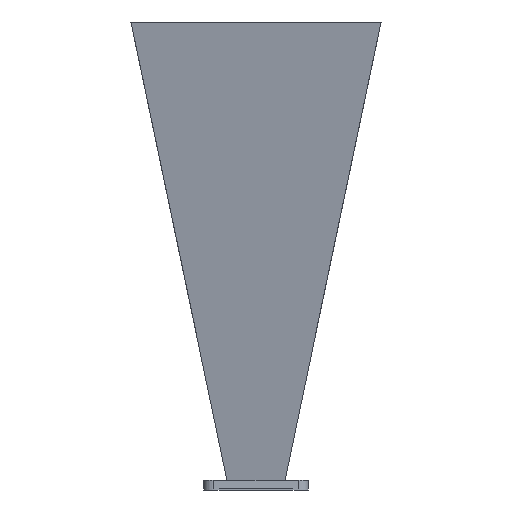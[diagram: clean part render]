
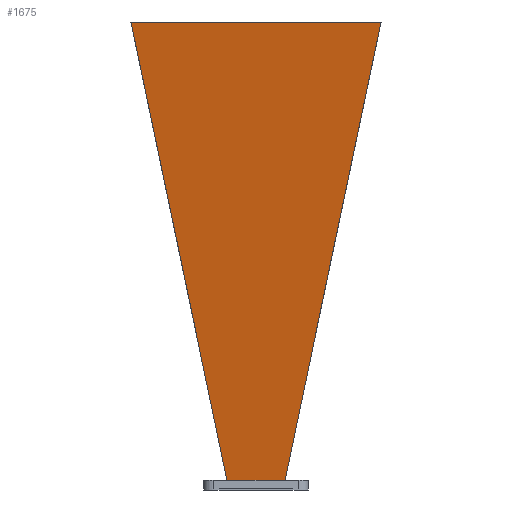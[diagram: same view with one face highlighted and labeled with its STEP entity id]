
A CAD part, front view. The second image highlights one B-rep face of the part: STEP entity #1675.
In plain terms, the highlighted planar face has unit normal (0, -0.986, -0.165).
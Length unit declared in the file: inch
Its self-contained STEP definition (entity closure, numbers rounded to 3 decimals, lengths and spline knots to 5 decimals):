
#55 = PLANE ( 'NONE',  #764 ) ;
#127 = VERTEX_POINT ( 'NONE', #1232 ) ;
#142 = CARTESIAN_POINT ( 'NONE',  ( -3.22011, -2.3435, 12.051 ) ) ;
#343 = DIRECTION ( 'NONE',  ( 0.202, -0.161, 0.966 ) ) ;
#364 = LINE ( 'NONE', #1196, #2008 ) ;
#368 = CARTESIAN_POINT ( 'NONE',  ( 0.748, -0.373, 0.25 ) ) ;
#764 = AXIS2_PLACEMENT_3D ( 'NONE', #1892, #2524, #1932 ) ;
#1009 = B_SPLINE_CURVE_WITH_KNOTS ( 'NONE', 3,
 ( #2360, #1103, #1730, #1071 ),
 .UNSPECIFIED., .F., .F.,
 ( 4, 4 ),
 ( 0., 1. ),
 .UNSPECIFIED. ) ;
#1071 = CARTESIAN_POINT ( 'NONE',  ( -0.748, -0.373, 0.25 ) ) ;
#1103 = CARTESIAN_POINT ( 'NONE',  ( 0.24933, -0.373, 0.25 ) ) ;
#1146 = LINE ( 'NONE', #1803, #2261 ) ;
#1148 = VERTEX_POINT ( 'NONE', #142 ) ;
#1196 = CARTESIAN_POINT ( 'NONE',  ( -0.748, -0.373, 0.25 ) ) ;
#1232 = CARTESIAN_POINT ( 'NONE',  ( 3.22011, -2.3435, 12.051 ) ) ;
#1264 = EDGE_CURVE ( 'NONE', #1148, #127, #2266, .T. ) ;
#1275 = CARTESIAN_POINT ( 'NONE',  ( -3.222, -2.3435, 12.051 ) ) ;
#1348 = EDGE_LOOP ( 'NONE', ( #1580, #2438, #1404, #2271 ) ) ;
#1404 = ORIENTED_EDGE ( 'NONE', *, *, #2573, .F. ) ;
#1468 = VERTEX_POINT ( 'NONE', #1996 ) ;
#1484 = VERTEX_POINT ( 'NONE', #368 ) ;
#1580 = ORIENTED_EDGE ( 'NONE', *, *, #1758, .T. ) ;
#1649 = EDGE_CURVE ( 'NONE', #1484, #1468, #1009, .T. ) ;
#1675 = ADVANCED_FACE ( 'NONE', ( #1917 ), #55, .F. ) ;
#1730 = CARTESIAN_POINT ( 'NONE',  ( -0.24933, -0.373, 0.25 ) ) ;
#1758 = EDGE_CURVE ( 'NONE', #1484, #127, #1146, .T. ) ;
#1803 = CARTESIAN_POINT ( 'NONE',  ( 0.748, -0.373, 0.25 ) ) ;
#1892 = CARTESIAN_POINT ( 'NONE',  ( 0., -0.32227, -0.05381 ) ) ;
#1917 = FACE_OUTER_BOUND ( 'NONE', #1348, .T. ) ;
#1932 = DIRECTION ( 'NONE',  ( 0., 0.165, -0.986 ) ) ;
#1996 = CARTESIAN_POINT ( 'NONE',  ( -0.748, -0.373, 0.25 ) ) ;
#2005 = DIRECTION ( 'NONE',  ( -0.202, -0.161, 0.966 ) ) ;
#2008 = VECTOR ( 'NONE', #2005, 39.37008 ) ;
#2064 = DIRECTION ( 'NONE',  ( 1., 0., 0. ) ) ;
#2261 = VECTOR ( 'NONE', #343, 39.37008 ) ;
#2266 = LINE ( 'NONE', #1275, #2439 ) ;
#2271 = ORIENTED_EDGE ( 'NONE', *, *, #1649, .F. ) ;
#2360 = CARTESIAN_POINT ( 'NONE',  ( 0.748, -0.373, 0.25 ) ) ;
#2438 = ORIENTED_EDGE ( 'NONE', *, *, #1264, .F. ) ;
#2439 = VECTOR ( 'NONE', #2064, 39.37008 ) ;
#2524 = DIRECTION ( 'NONE',  ( 0., 0.986, 0.165 ) ) ;
#2573 = EDGE_CURVE ( 'NONE', #1468, #1148, #364, .T. ) ;
